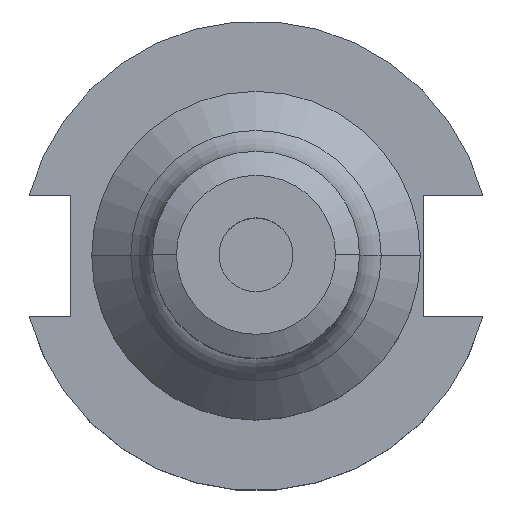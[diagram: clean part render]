
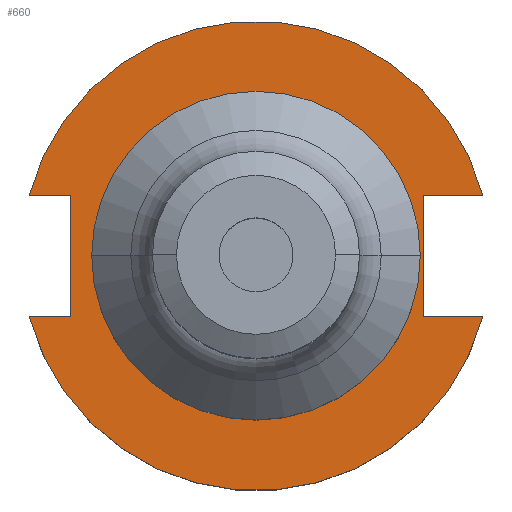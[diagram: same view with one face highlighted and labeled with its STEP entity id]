
A CAD part, top view. The second image highlights one B-rep face of the part: STEP entity #660.
In plain terms, the highlighted planar face has unit normal (0, 0, 1).
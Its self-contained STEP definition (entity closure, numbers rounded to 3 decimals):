
#39 = EDGE_CURVE ( 'NONE', #1328, #930, #1094, .T. ) ;
#66 = ORIENTED_EDGE ( 'NONE', *, *, #944, .F. ) ;
#117 = VERTEX_POINT ( 'NONE', #471 ) ;
#120 = DIRECTION ( 'NONE',  ( 0., -1., 0. ) ) ;
#140 = VERTEX_POINT ( 'NONE', #146 ) ;
#146 = CARTESIAN_POINT ( 'NONE',  ( -30.675, -8.191, 19.05 ) ) ;
#156 = VERTEX_POINT ( 'NONE', #1335 ) ;
#163 = VERTEX_POINT ( 'NONE', #1486 ) ;
#176 = VECTOR ( 'NONE', #253, 1000. ) ;
#227 = LINE ( 'NONE', #415, #176 ) ;
#243 = ORIENTED_EDGE ( 'NONE', *, *, #893, .F. ) ;
#253 = DIRECTION ( 'NONE',  ( 1., 0., 0. ) ) ;
#288 = DIRECTION ( 'NONE',  ( 0., 0., 1. ) ) ;
#376 = CIRCLE ( 'NONE', #1085, 31.75 ) ;
#415 = CARTESIAN_POINT ( 'NONE',  ( -61.091, -8.191, 19.05 ) ) ;
#419 = ORIENTED_EDGE ( 'NONE', *, *, #691, .T. ) ;
#471 = CARTESIAN_POINT ( 'NONE',  ( 30.675, -8.191, 19.05 ) ) ;
#478 = ORIENTED_EDGE ( 'NONE', *, *, #39, .T. ) ;
#481 = CIRCLE ( 'NONE', #1134, 31.75 ) ;
#528 = VECTOR ( 'NONE', #634, 1000. ) ;
#540 = EDGE_CURVE ( 'NONE', #163, #1829, #647, .T. ) ;
#552 = CARTESIAN_POINT ( 'NONE',  ( -25.091, 8.191, 19.05 ) ) ;
#563 = PLANE ( 'NONE',  #834 ) ;
#622 = CIRCLE ( 'NONE', #703, 22.225 ) ;
#627 = DIRECTION ( 'NONE',  ( 1., 0., 0. ) ) ;
#629 = VECTOR ( 'NONE', #848, 1000. ) ;
#634 = DIRECTION ( 'NONE',  ( 1., 0., 0. ) ) ;
#647 = CIRCLE ( 'NONE', #995, 22.225 ) ;
#660 = ADVANCED_FACE ( 'NONE', ( #722, #1182 ), #563, .F. ) ;
#662 = VECTOR ( 'NONE', #627, 1000. ) ;
#691 = EDGE_CURVE ( 'NONE', #140, #117, #481, .T. ) ;
#698 = CARTESIAN_POINT ( 'NONE',  ( 0., 22.225, 19.05 ) ) ;
#703 = AXIS2_PLACEMENT_3D ( 'NONE', #1342, #1776, #1179 ) ;
#722 = FACE_BOUND ( 'NONE', #1841, .T. ) ;
#732 = CARTESIAN_POINT ( 'NONE',  ( 0., 0., 19.05 ) ) ;
#752 = CARTESIAN_POINT ( 'NONE',  ( -61.091, 8.191, 19.05 ) ) ;
#767 = EDGE_LOOP ( 'NONE', ( #478, #851, #419, #243, #865, #1173, #1500, #850 ) ) ;
#834 = AXIS2_PLACEMENT_3D ( 'NONE', #698, #842, #849 ) ;
#842 = DIRECTION ( 'NONE',  ( 0., 0., -1. ) ) ;
#848 = DIRECTION ( 'NONE',  ( 0., 1., 0. ) ) ;
#849 = DIRECTION ( 'NONE',  ( -1., 0., 0. ) ) ;
#850 = ORIENTED_EDGE ( 'NONE', *, *, #928, .T. ) ;
#851 = ORIENTED_EDGE ( 'NONE', *, *, #1323, .F. ) ;
#865 = ORIENTED_EDGE ( 'NONE', *, *, #1876, .T. ) ;
#893 = EDGE_CURVE ( 'NONE', #1110, #117, #953, .T. ) ;
#928 = EDGE_CURVE ( 'NONE', #1030, #1328, #1712, .T. ) ;
#930 = VERTEX_POINT ( 'NONE', #1057 ) ;
#944 = EDGE_CURVE ( 'NONE', #1829, #163, #622, .T. ) ;
#953 = LINE ( 'NONE', #1337, #528 ) ;
#966 = DIRECTION ( 'NONE',  ( 0., 0., 1. ) ) ;
#978 = ORIENTED_EDGE ( 'NONE', *, *, #540, .F. ) ;
#995 = AXIS2_PLACEMENT_3D ( 'NONE', #1672, #966, #1514 ) ;
#1010 = EDGE_CURVE ( 'NONE', #1100, #156, #1077, .T. ) ;
#1030 = VERTEX_POINT ( 'NONE', #1684 ) ;
#1057 = CARTESIAN_POINT ( 'NONE',  ( -25.091, -8.191, 19.05 ) ) ;
#1066 = CARTESIAN_POINT ( 'NONE',  ( 30.675, 8.191, 19.05 ) ) ;
#1077 = LINE ( 'NONE', #1380, #1768 ) ;
#1085 = AXIS2_PLACEMENT_3D ( 'NONE', #1417, #1842, #1700 ) ;
#1094 = LINE ( 'NONE', #1590, #1833 ) ;
#1100 = VERTEX_POINT ( 'NONE', #1066 ) ;
#1110 = VERTEX_POINT ( 'NONE', #1365 ) ;
#1134 = AXIS2_PLACEMENT_3D ( 'NONE', #732, #288, #1578 ) ;
#1173 = ORIENTED_EDGE ( 'NONE', *, *, #1010, .F. ) ;
#1179 = DIRECTION ( 'NONE',  ( 1., 0., 0. ) ) ;
#1182 = FACE_OUTER_BOUND ( 'NONE', #767, .T. ) ;
#1288 = EDGE_CURVE ( 'NONE', #1100, #1030, #376, .T. ) ;
#1292 = CARTESIAN_POINT ( 'NONE',  ( 22.606, 22.225, 19.05 ) ) ;
#1323 = EDGE_CURVE ( 'NONE', #140, #930, #227, .T. ) ;
#1328 = VERTEX_POINT ( 'NONE', #552 ) ;
#1335 = CARTESIAN_POINT ( 'NONE',  ( 22.606, 8.191, 19.05 ) ) ;
#1337 = CARTESIAN_POINT ( 'NONE',  ( 0., -8.191, 19.05 ) ) ;
#1342 = CARTESIAN_POINT ( 'NONE',  ( 0., 0., 19.05 ) ) ;
#1365 = CARTESIAN_POINT ( 'NONE',  ( 22.606, -8.191, 19.05 ) ) ;
#1373 = DIRECTION ( 'NONE',  ( -1., 0., 0. ) ) ;
#1380 = CARTESIAN_POINT ( 'NONE',  ( 0., 8.191, 19.05 ) ) ;
#1417 = CARTESIAN_POINT ( 'NONE',  ( 0., 0., 19.05 ) ) ;
#1486 = CARTESIAN_POINT ( 'NONE',  ( 22.225, 0., 19.05 ) ) ;
#1500 = ORIENTED_EDGE ( 'NONE', *, *, #1288, .T. ) ;
#1514 = DIRECTION ( 'NONE',  ( 1., 0., 0. ) ) ;
#1541 = LINE ( 'NONE', #1292, #629 ) ;
#1571 = CARTESIAN_POINT ( 'NONE',  ( -22.225, 0., 19.05 ) ) ;
#1578 = DIRECTION ( 'NONE',  ( 1., 0., 0. ) ) ;
#1590 = CARTESIAN_POINT ( 'NONE',  ( -25.091, 8.191, 19.05 ) ) ;
#1672 = CARTESIAN_POINT ( 'NONE',  ( 0., 0., 19.05 ) ) ;
#1684 = CARTESIAN_POINT ( 'NONE',  ( -30.675, 8.191, 19.05 ) ) ;
#1700 = DIRECTION ( 'NONE',  ( 1., 0., 0. ) ) ;
#1712 = LINE ( 'NONE', #752, #662 ) ;
#1768 = VECTOR ( 'NONE', #1373, 1000. ) ;
#1776 = DIRECTION ( 'NONE',  ( 0., 0., 1. ) ) ;
#1829 = VERTEX_POINT ( 'NONE', #1571 ) ;
#1833 = VECTOR ( 'NONE', #120, 1000. ) ;
#1841 = EDGE_LOOP ( 'NONE', ( #978, #66 ) ) ;
#1842 = DIRECTION ( 'NONE',  ( 0., 0., 1. ) ) ;
#1876 = EDGE_CURVE ( 'NONE', #1110, #156, #1541, .T. ) ;
